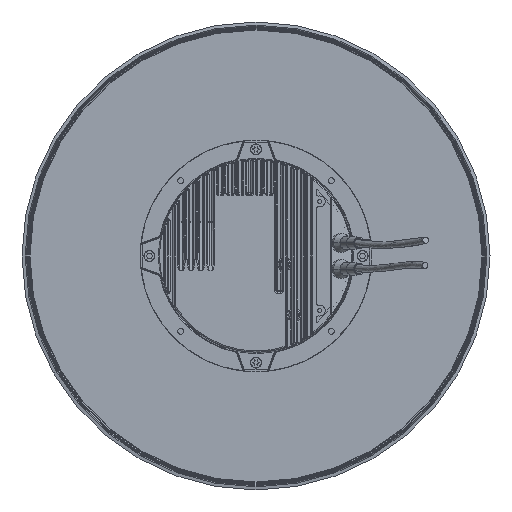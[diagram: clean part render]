
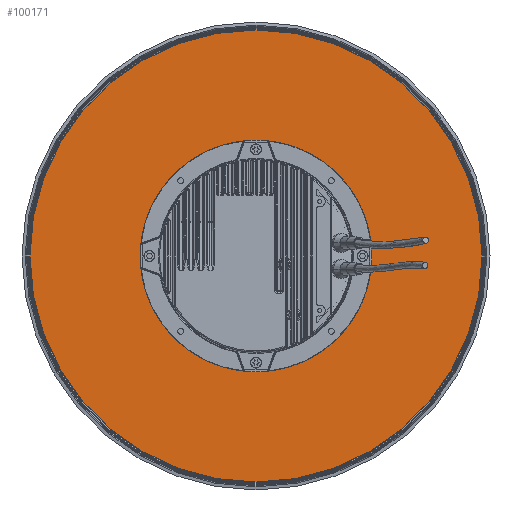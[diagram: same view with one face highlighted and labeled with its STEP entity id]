
A CAD part, left-side view. The second image highlights one B-rep face of the part: STEP entity #100171.
In plain terms, the highlighted face is planar.
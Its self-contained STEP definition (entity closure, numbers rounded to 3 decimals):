
#96453=CARTESIAN_POINT('',(0.,-2.501,0.));
#96454=DIRECTION('',(0.,1.,0.));
#96455=DIRECTION('',(1.,0.,0.));
#96456=AXIS2_PLACEMENT_3D('',#96453,#96454,#96455);
#96458=CARTESIAN_POINT('',(0.,-2.501,0.));
#96459=DIRECTION('',(0.,1.,0.));
#96460=DIRECTION('',(-1.,0.,0.));
#96461=AXIS2_PLACEMENT_3D('',#96458,#96459,#96460);
#96463=CARTESIAN_POINT('',(0.,-2.501,0.));
#96464=DIRECTION('',(0.,-1.,0.));
#96465=DIRECTION('',(1.,0.,0.));
#96466=AXIS2_PLACEMENT_3D('',#96463,#96464,#96465);
#96468=CARTESIAN_POINT('',(0.,-2.501,0.));
#96469=DIRECTION('',(0.,-1.,0.));
#96470=DIRECTION('',(-1.,0.,0.));
#96471=AXIS2_PLACEMENT_3D('',#96468,#96469,#96470);
#96473=CARTESIAN_POINT('',(0.,-2.501,-65.));
#96474=DIRECTION('',(0.,-1.,0.));
#96475=DIRECTION('',(1.,0.,0.));
#96476=AXIS2_PLACEMENT_3D('',#96473,#96474,#96475);
#96478=CARTESIAN_POINT('',(0.,-2.501,-65.));
#96479=DIRECTION('',(0.,-1.,0.));
#96480=DIRECTION('',(-1.,0.,0.));
#96481=AXIS2_PLACEMENT_3D('',#96478,#96479,#96480);
#96483=CARTESIAN_POINT('',(56.292,-2.501,-32.5));
#96484=DIRECTION('',(0.,-1.,0.));
#96485=DIRECTION('',(0.5,0.,0.866));
#96486=AXIS2_PLACEMENT_3D('',#96483,#96484,#96485);
#96488=CARTESIAN_POINT('',(56.292,-2.501,-32.5));
#96489=DIRECTION('',(0.,-1.,0.));
#96490=DIRECTION('',(-0.5,0.,-0.866));
#96491=AXIS2_PLACEMENT_3D('',#96488,#96489,#96490);
#96493=CARTESIAN_POINT('',(56.292,-2.501,32.5));
#96494=DIRECTION('',(0.,-1.,0.));
#96495=DIRECTION('',(-0.5,0.,0.866));
#96496=AXIS2_PLACEMENT_3D('',#96493,#96494,#96495);
#96498=CARTESIAN_POINT('',(56.292,-2.501,32.5));
#96499=DIRECTION('',(0.,-1.,0.));
#96500=DIRECTION('',(0.5,0.,-0.866));
#96501=AXIS2_PLACEMENT_3D('',#96498,#96499,#96500);
#96503=CARTESIAN_POINT('',(0.,-2.501,65.));
#96504=DIRECTION('',(0.,-1.,0.));
#96505=DIRECTION('',(-1.,0.,0.));
#96506=AXIS2_PLACEMENT_3D('',#96503,#96504,#96505);
#96508=CARTESIAN_POINT('',(0.,-2.501,65.));
#96509=DIRECTION('',(0.,-1.,0.));
#96510=DIRECTION('',(1.,0.,0.));
#96511=AXIS2_PLACEMENT_3D('',#96508,#96509,#96510);
#96513=CARTESIAN_POINT('',(-56.292,-2.501,32.5));
#96514=DIRECTION('',(0.,-1.,0.));
#96515=DIRECTION('',(-0.5,0.,-0.866));
#96516=AXIS2_PLACEMENT_3D('',#96513,#96514,#96515);
#96518=CARTESIAN_POINT('',(-56.292,-2.501,32.5));
#96519=DIRECTION('',(0.,-1.,0.));
#96520=DIRECTION('',(0.5,0.,0.866));
#96521=AXIS2_PLACEMENT_3D('',#96518,#96519,#96520);
#96523=CARTESIAN_POINT('',(-56.292,-2.501,-32.5));
#96524=DIRECTION('',(0.,-1.,0.));
#96525=DIRECTION('',(0.5,0.,-0.866));
#96526=AXIS2_PLACEMENT_3D('',#96523,#96524,#96525);
#96528=CARTESIAN_POINT('',(-56.292,-2.501,-32.5));
#96529=DIRECTION('',(0.,-1.,0.));
#96530=DIRECTION('',(-0.5,0.,0.866));
#96531=AXIS2_PLACEMENT_3D('',#96528,#96529,#96530);
#96533=CARTESIAN_POINT('',(-33.529,-2.501,-58.073));
#96534=DIRECTION('',(0.,-1.,0.));
#96535=DIRECTION('',(1.,0.,0.));
#96536=AXIS2_PLACEMENT_3D('',#96533,#96534,#96535);
#96538=CARTESIAN_POINT('',(-33.529,-2.501,-58.073));
#96539=DIRECTION('',(0.,-1.,0.));
#96540=DIRECTION('',(-1.,0.,0.));
#96541=AXIS2_PLACEMENT_3D('',#96538,#96539,#96540);
#96543=CARTESIAN_POINT('',(67.057,-2.501,0.));
#96544=DIRECTION('',(0.,-1.,0.));
#96545=DIRECTION('',(-0.5,0.,0.866));
#96546=AXIS2_PLACEMENT_3D('',#96543,#96544,#96545);
#96548=CARTESIAN_POINT('',(67.057,-2.501,0.));
#96549=DIRECTION('',(0.,-1.,0.));
#96550=DIRECTION('',(0.5,0.,-0.866));
#96551=AXIS2_PLACEMENT_3D('',#96548,#96549,#96550);
#96553=CARTESIAN_POINT('',(-33.529,-2.501,58.073));
#96554=DIRECTION('',(0.,-1.,0.));
#96555=DIRECTION('',(-0.5,0.,-0.866));
#96556=AXIS2_PLACEMENT_3D('',#96553,#96554,#96555);
#96558=CARTESIAN_POINT('',(-33.529,-2.501,58.073));
#96559=DIRECTION('',(0.,-1.,0.));
#96560=DIRECTION('',(0.5,0.,0.866));
#96561=AXIS2_PLACEMENT_3D('',#96558,#96559,#96560);
#97414=CARTESIAN_POINT('',(-56.,-2.501,0.));
#97415=VERTEX_POINT('',#97414);
#97416=CARTESIAN_POINT('',(56.,-2.501,0.));
#97417=VERTEX_POINT('',#97416);
#97418=CARTESIAN_POINT('',(173.855,-2.501,
0.));
#97419=CARTESIAN_POINT('',(-173.855,-2.501,
0.));
#97420=VERTEX_POINT('',#97418);
#97421=VERTEX_POINT('',#97419);
#97422=CARTESIAN_POINT('',(3.1,-2.501,-65.));
#97423=CARTESIAN_POINT('',(-3.1,-2.501,-65.));
#97424=VERTEX_POINT('',#97422);
#97425=VERTEX_POINT('',#97423);
#97426=CARTESIAN_POINT('',(57.842,-2.501,
-29.815));
#97427=CARTESIAN_POINT('',(54.742,-2.501,
-35.185));
#97428=VERTEX_POINT('',#97426);
#97429=VERTEX_POINT('',#97427);
#97430=CARTESIAN_POINT('',(54.742,-2.501,
35.185));
#97431=CARTESIAN_POINT('',(57.842,-2.501,
29.815));
#97432=VERTEX_POINT('',#97430);
#97433=VERTEX_POINT('',#97431);
#97434=CARTESIAN_POINT('',(-3.1,-2.501,65.));
#97435=CARTESIAN_POINT('',(3.1,-2.501,65.));
#97436=VERTEX_POINT('',#97434);
#97437=VERTEX_POINT('',#97435);
#97438=CARTESIAN_POINT('',(-57.842,-2.501,
29.815));
#97439=CARTESIAN_POINT('',(-54.742,-2.501,
35.185));
#97440=VERTEX_POINT('',#97438);
#97441=VERTEX_POINT('',#97439);
#97442=CARTESIAN_POINT('',(-54.742,-2.501,
-35.185));
#97443=CARTESIAN_POINT('',(-57.842,-2.501,
-29.815));
#97444=VERTEX_POINT('',#97442);
#97445=VERTEX_POINT('',#97443);
#97446=CARTESIAN_POINT('',(-31.029,-2.501,-58.073));
#97447=CARTESIAN_POINT('',(-36.029,-2.501,-58.073));
#97448=VERTEX_POINT('',#97446);
#97449=VERTEX_POINT('',#97447);
#97450=CARTESIAN_POINT('',(65.807,-2.501,2.165));
#97451=CARTESIAN_POINT('',(68.307,-2.501,-2.165));
#97452=VERTEX_POINT('',#97450);
#97453=VERTEX_POINT('',#97451);
#97454=CARTESIAN_POINT('',(-34.779,-2.501,55.908));
#97455=CARTESIAN_POINT('',(-32.279,-2.501,60.238));
#97456=VERTEX_POINT('',#97454);
#97457=VERTEX_POINT('',#97455);
#100102=CARTESIAN_POINT('',(0.,-2.501,0.));
#100103=DIRECTION('',(0.,1.,0.));
#100104=DIRECTION('',(-1.,0.,0.));
#100105=AXIS2_PLACEMENT_3D('',#100102,#100103,#100104);
#100106=PLANE('',#100105);
#100108=ORIENTED_EDGE('',*,*,#100107,.T.);
#100110=ORIENTED_EDGE('',*,*,#100109,.T.);
#100111=EDGE_LOOP('',(#100108,#100110));
#100112=FACE_OUTER_BOUND('',#100111,.F.);
#100114=ORIENTED_EDGE('',*,*,#100113,.T.);
#100116=ORIENTED_EDGE('',*,*,#100115,.T.);
#100117=EDGE_LOOP('',(#100114,#100116));
#100118=FACE_BOUND('',#100117,.F.);
#100119=ORIENTED_EDGE('',*,*,#100082,.T.);
#100120=ORIENTED_EDGE('',*,*,#100096,.T.);
#100121=EDGE_LOOP('',(#100119,#100120));
#100122=FACE_BOUND('',#100121,.F.);
#100124=ORIENTED_EDGE('',*,*,#100123,.T.);
#100126=ORIENTED_EDGE('',*,*,#100125,.T.);
#100127=EDGE_LOOP('',(#100124,#100126));
#100128=FACE_BOUND('',#100127,.F.);
#100130=ORIENTED_EDGE('',*,*,#100129,.T.);
#100132=ORIENTED_EDGE('',*,*,#100131,.T.);
#100133=EDGE_LOOP('',(#100130,#100132));
#100134=FACE_BOUND('',#100133,.F.);
#100136=ORIENTED_EDGE('',*,*,#100135,.T.);
#100138=ORIENTED_EDGE('',*,*,#100137,.T.);
#100139=EDGE_LOOP('',(#100136,#100138));
#100140=FACE_BOUND('',#100139,.F.);
#100142=ORIENTED_EDGE('',*,*,#100141,.T.);
#100144=ORIENTED_EDGE('',*,*,#100143,.T.);
#100145=EDGE_LOOP('',(#100142,#100144));
#100146=FACE_BOUND('',#100145,.F.);
#100148=ORIENTED_EDGE('',*,*,#100147,.T.);
#100150=ORIENTED_EDGE('',*,*,#100149,.T.);
#100151=EDGE_LOOP('',(#100148,#100150));
#100152=FACE_BOUND('',#100151,.F.);
#100154=ORIENTED_EDGE('',*,*,#100153,.T.);
#100156=ORIENTED_EDGE('',*,*,#100155,.T.);
#100157=EDGE_LOOP('',(#100154,#100156));
#100158=FACE_BOUND('',#100157,.F.);
#100160=ORIENTED_EDGE('',*,*,#100159,.T.);
#100162=ORIENTED_EDGE('',*,*,#100161,.T.);
#100163=EDGE_LOOP('',(#100160,#100162));
#100164=FACE_BOUND('',#100163,.F.);
#100166=ORIENTED_EDGE('',*,*,#100165,.T.);
#100168=ORIENTED_EDGE('',*,*,#100167,.T.);
#100169=EDGE_LOOP('',(#100166,#100168));
#100170=FACE_BOUND('',#100169,.F.);
#100171=ADVANCED_FACE('',(#100112,#100118,#100122,#100128,#100134,#100140,
#100146,#100152,#100158,#100164,#100170),#100106,.F.);
#96457=CIRCLE('',#96456,173.855);
#96462=CIRCLE('',#96461,173.855);
#96467=CIRCLE('',#96466,56.);
#96472=CIRCLE('',#96471,56.);
#96477=CIRCLE('',#96476,3.1);
#96482=CIRCLE('',#96481,3.1);
#96487=CIRCLE('',#96486,3.1);
#96492=CIRCLE('',#96491,3.1);
#96497=CIRCLE('',#96496,3.1);
#96502=CIRCLE('',#96501,3.1);
#96507=CIRCLE('',#96506,3.1);
#96512=CIRCLE('',#96511,3.1);
#96517=CIRCLE('',#96516,3.1);
#96522=CIRCLE('',#96521,3.1);
#96527=CIRCLE('',#96526,3.1);
#96532=CIRCLE('',#96531,3.1);
#96537=CIRCLE('',#96536,2.5);
#96542=CIRCLE('',#96541,2.5);
#96547=CIRCLE('',#96546,2.5);
#96552=CIRCLE('',#96551,2.5);
#96557=CIRCLE('',#96556,2.5);
#96562=CIRCLE('',#96561,2.5);
#100082=EDGE_CURVE('',#97424,#97425,#96477,.T.);
#100096=EDGE_CURVE('',#97425,#97424,#96482,.T.);
#100107=EDGE_CURVE('',#97420,#97421,#96457,.T.);
#100109=EDGE_CURVE('',#97421,#97420,#96462,.T.);
#100113=EDGE_CURVE('',#97417,#97415,#96467,.T.);
#100115=EDGE_CURVE('',#97415,#97417,#96472,.T.);
#100123=EDGE_CURVE('',#97428,#97429,#96487,.T.);
#100125=EDGE_CURVE('',#97429,#97428,#96492,.T.);
#100129=EDGE_CURVE('',#97432,#97433,#96497,.T.);
#100131=EDGE_CURVE('',#97433,#97432,#96502,.T.);
#100135=EDGE_CURVE('',#97436,#97437,#96507,.T.);
#100137=EDGE_CURVE('',#97437,#97436,#96512,.T.);
#100141=EDGE_CURVE('',#97440,#97441,#96517,.T.);
#100143=EDGE_CURVE('',#97441,#97440,#96522,.T.);
#100147=EDGE_CURVE('',#97444,#97445,#96527,.T.);
#100149=EDGE_CURVE('',#97445,#97444,#96532,.T.);
#100153=EDGE_CURVE('',#97448,#97449,#96537,.T.);
#100155=EDGE_CURVE('',#97449,#97448,#96542,.T.);
#100159=EDGE_CURVE('',#97452,#97453,#96547,.T.);
#100161=EDGE_CURVE('',#97453,#97452,#96552,.T.);
#100165=EDGE_CURVE('',#97456,#97457,#96557,.T.);
#100167=EDGE_CURVE('',#97457,#97456,#96562,.T.);
